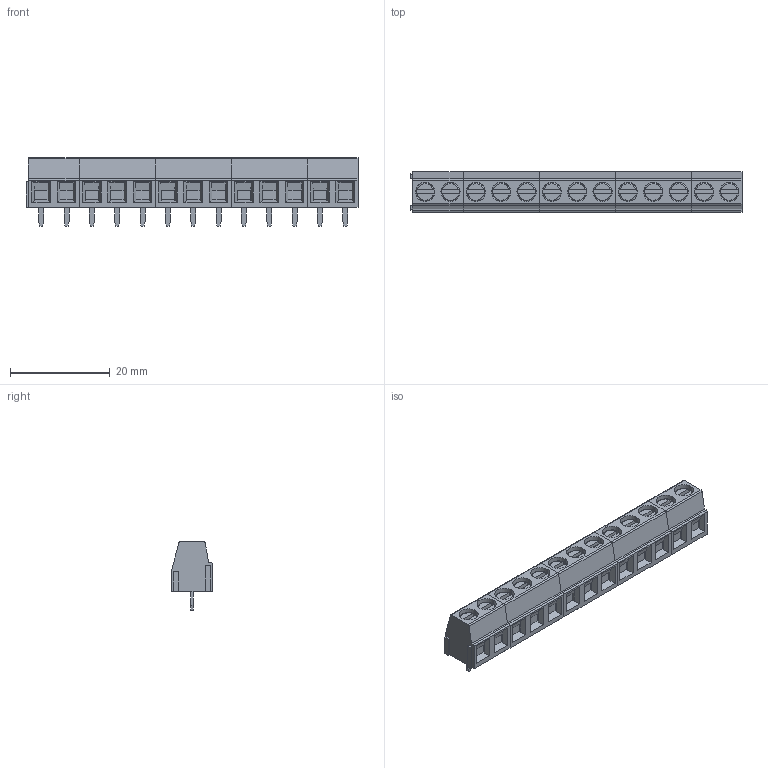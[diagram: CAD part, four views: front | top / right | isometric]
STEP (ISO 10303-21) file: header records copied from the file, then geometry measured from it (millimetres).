
FILE_DESCRIPTION(('FreeCAD Model'),'2;1');
FILE_NAME('Open CASCADE Shape Model','2024-11-08T13:23:36',(''),(''), 'Open CASCADE STEP processor 7.6','FreeCAD','Unknown');
FILE_SCHEMA(('AUTOMOTIVE_DESIGN { 1 0 10303 214 1 1 1 1 }'));
Length unit declared in the file: millimetre
Products named in the file (1): CUI_DEVICES_TB006-508-13BE
Bounding box: 66.54 x 8.2 x 13.8 mm (x, y, z)
Volume: 4482.8 mm3; surface area: 3584.6 mm2
Topology: 1 solids, 14 shells, 701 faces, 1737 edges, 1106 vertices
Faces by surface type: plane 465, bspline 104, cylinder 80, cone 52
Entity records: 31610 total; most frequent: CARTESIAN_POINT 10664, ORIENTED_EDGE 3474, DIRECTION 3050, EDGE_CURVE 1737, LINE 1178, VECTOR 1178, VERTEX_POINT 1106, AXIS2_PLACEMENT_3D 936
